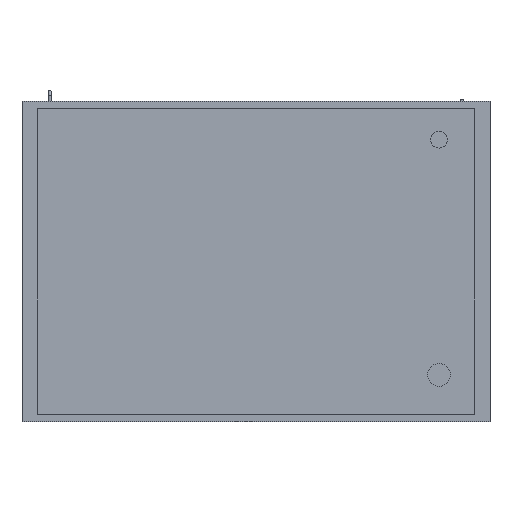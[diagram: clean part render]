
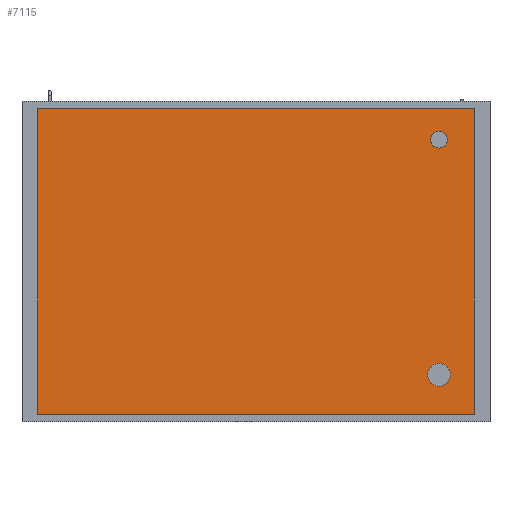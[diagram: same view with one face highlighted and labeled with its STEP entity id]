
A CAD part, front view. The second image highlights one B-rep face of the part: STEP entity #7115.
In plain terms, the highlighted planar face has unit normal (0, -1, 0).
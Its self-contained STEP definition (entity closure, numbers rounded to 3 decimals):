
#110=FACE_BOUND('',#937,.T.);
#111=FACE_BOUND('',#938,.T.);
#131=PLANE('',#7625);
#497=FACE_OUTER_BOUND('',#936,.T.);
#936=EDGE_LOOP('',(#5033,#5034,#5035,#5036));
#937=EDGE_LOOP('',(#5037));
#938=EDGE_LOOP('',(#5038));
#1383=LINE('',#10296,#2257);
#1387=LINE('',#10304,#2261);
#1390=LINE('',#10310,#2264);
#1393=LINE('',#10315,#2267);
#2257=VECTOR('',#8241,10.);
#2261=VECTOR('',#8247,10.);
#2264=VECTOR('',#8252,10.);
#2267=VECTOR('',#8257,10.);
#3118=CIRCLE('',#7609,20.);
#3120=CIRCLE('',#7613,27.5);
#3270=VERTEX_POINT('',#10257);
#3272=VERTEX_POINT('',#10264);
#3281=VERTEX_POINT('',#10294);
#3282=VERTEX_POINT('',#10295);
#3285=VERTEX_POINT('',#10303);
#3287=VERTEX_POINT('',#10309);
#3955=EDGE_CURVE('',#3270,#3270,#3118,.T.);
#3958=EDGE_CURVE('',#3272,#3272,#3120,.T.);
#3971=EDGE_CURVE('',#3281,#3282,#1383,.T.);
#3975=EDGE_CURVE('',#3285,#3281,#1387,.T.);
#3978=EDGE_CURVE('',#3287,#3285,#1390,.T.);
#3981=EDGE_CURVE('',#3282,#3287,#1393,.T.);
#5033=ORIENTED_EDGE('',*,*,#3981,.F.);
#5034=ORIENTED_EDGE('',*,*,#3971,.F.);
#5035=ORIENTED_EDGE('',*,*,#3975,.F.);
#5036=ORIENTED_EDGE('',*,*,#3978,.F.);
#5037=ORIENTED_EDGE('',*,*,#3955,.T.);
#5038=ORIENTED_EDGE('',*,*,#3958,.T.);
#7115=ADVANCED_FACE('',(#497,#110,#111),#131,.F.);
#7609=AXIS2_PLACEMENT_3D('',#10259,#8204,#8205);
#7613=AXIS2_PLACEMENT_3D('',#10266,#8213,#8214);
#7625=AXIS2_PLACEMENT_3D('',#10318,#8261,#8262);
#8204=DIRECTION('center_axis',(0.,1.,0.));
#8205=DIRECTION('ref_axis',(1.,0.,0.));
#8213=DIRECTION('center_axis',(0.,1.,0.));
#8214=DIRECTION('ref_axis',(1.,0.,0.));
#8241=DIRECTION('',(0.,0.,1.));
#8247=DIRECTION('',(-1.,0.,0.));
#8252=DIRECTION('',(0.,0.,-1.));
#8257=DIRECTION('',(1.,0.,0.));
#8261=DIRECTION('center_axis',(0.,1.,0.));
#8262=DIRECTION('ref_axis',(0.,0.,1.));
#10257=CARTESIAN_POINT('',(420.,0.,292.5));
#10259=CARTESIAN_POINT('Origin',(440.,0.,292.5));
#10264=CARTESIAN_POINT('',(412.5,0.,-272.5));
#10266=CARTESIAN_POINT('Origin',(440.,0.,-272.5));
#10294=CARTESIAN_POINT('',(-525.,0.,-367.5));
#10295=CARTESIAN_POINT('',(-525.,0.,367.5));
#10296=CARTESIAN_POINT('',(-525.,0.,-367.5));
#10303=CARTESIAN_POINT('',(525.,0.,-367.5));
#10304=CARTESIAN_POINT('',(525.,0.,-367.5));
#10309=CARTESIAN_POINT('',(525.,0.,367.5));
#10310=CARTESIAN_POINT('',(525.,0.,367.5));
#10315=CARTESIAN_POINT('',(-525.,0.,367.5));
#10318=CARTESIAN_POINT('Origin',(0.,0.,0.));
